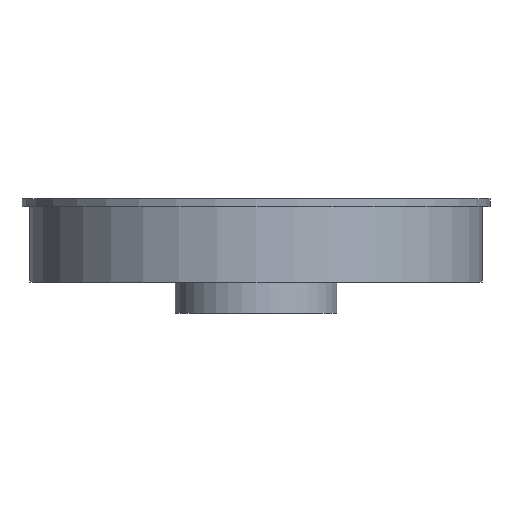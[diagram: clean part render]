
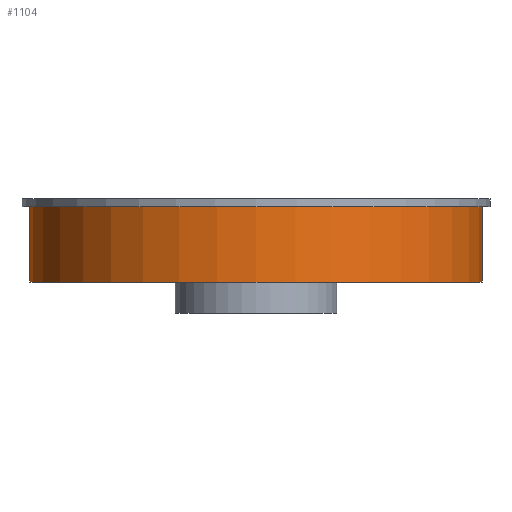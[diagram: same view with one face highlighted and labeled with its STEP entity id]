
A CAD part, front view. The second image highlights one B-rep face of the part: STEP entity #1104.
In plain terms, the highlighted cylindrical face has radius 8.7 mm (diameter 17.4 mm), a partial arc.
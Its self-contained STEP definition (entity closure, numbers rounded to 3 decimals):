
#36 = VERTEX_POINT ( 'NONE', #536 ) ;
#58 = CARTESIAN_POINT ( 'NONE',  ( 8.7, 0., -0.3 ) ) ;
#80 = VECTOR ( 'NONE', #220, 1000. ) ;
#86 = EDGE_LOOP ( 'NONE', ( #117, #375, #555, #266 ) ) ;
#90 = VERTEX_POINT ( 'NONE', #93 ) ;
#93 = CARTESIAN_POINT ( 'NONE',  ( -8.7, 0., -3.2 ) ) ;
#109 = CARTESIAN_POINT ( 'NONE',  ( -8.7, 0., 59.838 ) ) ;
#117 = ORIENTED_EDGE ( 'NONE', *, *, #154, .F. ) ;
#154 = EDGE_CURVE ( 'NONE', #90, #703, #369, .T. ) ;
#175 = DIRECTION ( 'NONE',  ( 0., 0., 1. ) ) ;
#217 = LINE ( 'NONE', #697, #1015 ) ;
#220 = DIRECTION ( 'NONE',  ( 0., 0., 1. ) ) ;
#266 = ORIENTED_EDGE ( 'NONE', *, *, #774, .F. ) ;
#369 = LINE ( 'NONE', #109, #80 ) ;
#375 = ORIENTED_EDGE ( 'NONE', *, *, #1112, .T. ) ;
#387 = CIRCLE ( 'NONE', #840, 8.7 ) ;
#418 = CIRCLE ( 'NONE', #622, 8.7 ) ;
#438 = VERTEX_POINT ( 'NONE', #58 ) ;
#471 = DIRECTION ( 'NONE',  ( 1., 0., 0. ) ) ;
#536 = CARTESIAN_POINT ( 'NONE',  ( 8.7, 0., -3.2 ) ) ;
#555 = ORIENTED_EDGE ( 'NONE', *, *, #621, .T. ) ;
#571 = DIRECTION ( 'NONE',  ( 0., 0., 1. ) ) ;
#603 = CARTESIAN_POINT ( 'NONE',  ( 0., 0., 59.838 ) ) ;
#617 = CARTESIAN_POINT ( 'NONE',  ( 0., 0., -3.2 ) ) ;
#621 = EDGE_CURVE ( 'NONE', #36, #438, #217, .T. ) ;
#622 = AXIS2_PLACEMENT_3D ( 'NONE', #617, #623, #996 ) ;
#623 = DIRECTION ( 'NONE',  ( 0., 0., 1. ) ) ;
#651 = CYLINDRICAL_SURFACE ( 'NONE', #1002, 8.7 ) ;
#697 = CARTESIAN_POINT ( 'NONE',  ( 8.7, 0., 59.838 ) ) ;
#703 = VERTEX_POINT ( 'NONE', #743 ) ;
#743 = CARTESIAN_POINT ( 'NONE',  ( -8.7, 0., -0.3 ) ) ;
#774 = EDGE_CURVE ( 'NONE', #703, #438, #387, .T. ) ;
#840 = AXIS2_PLACEMENT_3D ( 'NONE', #1020, #571, #471 ) ;
#878 = DIRECTION ( 'NONE',  ( 1., 0., 0. ) ) ;
#973 = DIRECTION ( 'NONE',  ( 0., 0., 1. ) ) ;
#996 = DIRECTION ( 'NONE',  ( 1., 0., 0. ) ) ;
#1002 = AXIS2_PLACEMENT_3D ( 'NONE', #603, #973, #878 ) ;
#1015 = VECTOR ( 'NONE', #175, 1000. ) ;
#1020 = CARTESIAN_POINT ( 'NONE',  ( 0., 0., -0.3 ) ) ;
#1096 = FACE_OUTER_BOUND ( 'NONE', #86, .T. ) ;
#1104 = ADVANCED_FACE ( 'NONE', ( #1096 ), #651, .T. ) ;
#1112 = EDGE_CURVE ( 'NONE', #90, #36, #418, .T. ) ;
